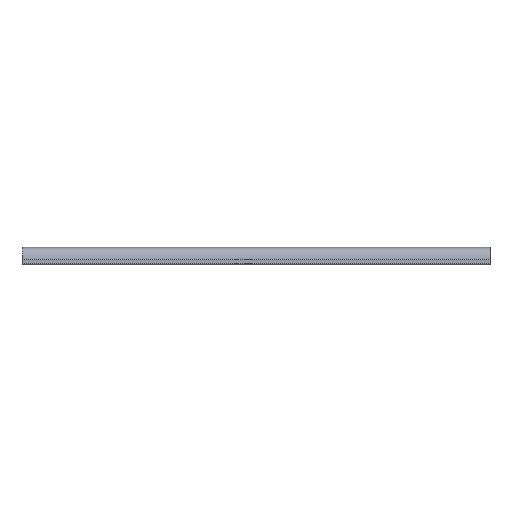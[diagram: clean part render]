
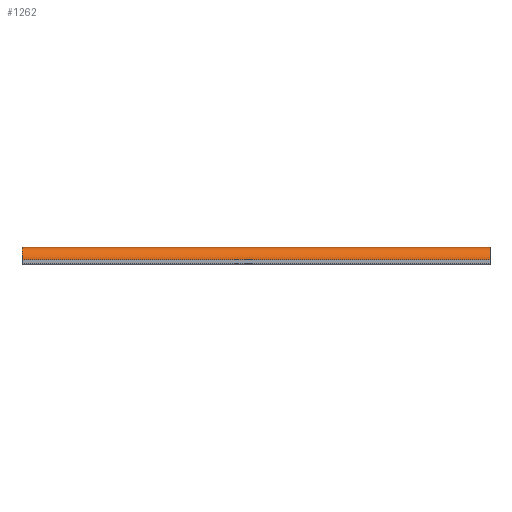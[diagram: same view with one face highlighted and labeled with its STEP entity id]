
A CAD part, top view. The second image highlights one B-rep face of the part: STEP entity #1262.
In plain terms, the highlighted cylindrical face has radius 32 mm (diameter 64 mm), a partial arc.
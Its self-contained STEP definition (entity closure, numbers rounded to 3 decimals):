
#30=CYLINDRICAL_SURFACE('',#1359,32.);
#84=FACE_OUTER_BOUND('',#150,.T.);
#150=EDGE_LOOP('',(#1040,#1041,#1042,#1043));
#179=CIRCLE('',#1291,32.);
#204=CIRCLE('',#1360,32.);
#303=LINE('',#1977,#450);
#324=LINE('',#2029,#471);
#450=VECTOR('',#1595,1.);
#471=VECTOR('',#1654,1.);
#502=VERTEX_POINT('',#1731);
#537=VERTEX_POINT('',#1800);
#595=VERTEX_POINT('',#1976);
#607=VERTEX_POINT('',#2028);
#659=EDGE_CURVE('',#537,#502,#179,.T.);
#746=EDGE_CURVE('',#595,#502,#303,.T.);
#772=EDGE_CURVE('',#607,#537,#324,.T.);
#773=EDGE_CURVE('',#595,#607,#204,.T.);
#1040=ORIENTED_EDGE('',*,*,#772,.F.);
#1041=ORIENTED_EDGE('',*,*,#773,.F.);
#1042=ORIENTED_EDGE('',*,*,#746,.T.);
#1043=ORIENTED_EDGE('',*,*,#659,.F.);
#1262=ADVANCED_FACE('',(#84),#30,.T.);
#1291=AXIS2_PLACEMENT_3D('',#1802,#1428,#1429);
#1359=AXIS2_PLACEMENT_3D('',#2027,#1652,#1653);
#1360=AXIS2_PLACEMENT_3D('',#2030,#1655,#1656);
#1428=DIRECTION('center_axis',(1.,0.,0.));
#1429=DIRECTION('ref_axis',(0.,1.,0.));
#1595=DIRECTION('',(1.,0.,0.));
#1652=DIRECTION('center_axis',(1.,0.,0.));
#1653=DIRECTION('ref_axis',(0.,0.,1.));
#1654=DIRECTION('',(1.,0.,0.));
#1655=DIRECTION('center_axis',(-1.,0.,0.));
#1656=DIRECTION('ref_axis',(0.,0.,1.));
#1731=CARTESIAN_POINT('',(1219.2,-9.5,22.583));
#1800=CARTESIAN_POINT('',(1219.2,22.5,-9.417));
#1802=CARTESIAN_POINT('Origin',(1219.2,-9.5,-9.417));
#1976=CARTESIAN_POINT('',(0.,-9.5,22.583));
#1977=CARTESIAN_POINT('',(0.,-9.5,22.583));
#2027=CARTESIAN_POINT('Origin',(0.,-9.5,-9.417));
#2028=CARTESIAN_POINT('',(0.,22.5,-9.417));
#2029=CARTESIAN_POINT('',(0.,22.5,-9.417));
#2030=CARTESIAN_POINT('Origin',(0.,-9.5,-9.417));
